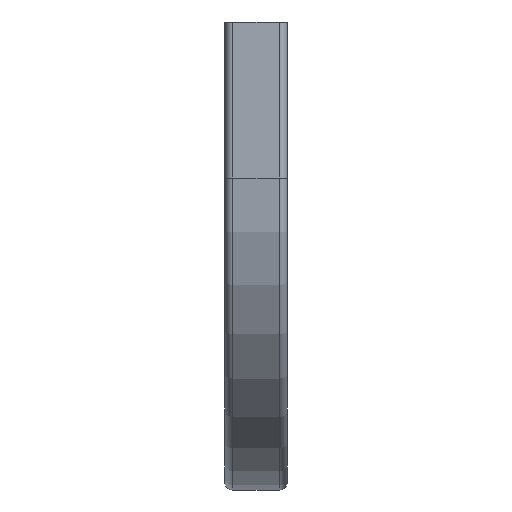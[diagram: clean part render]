
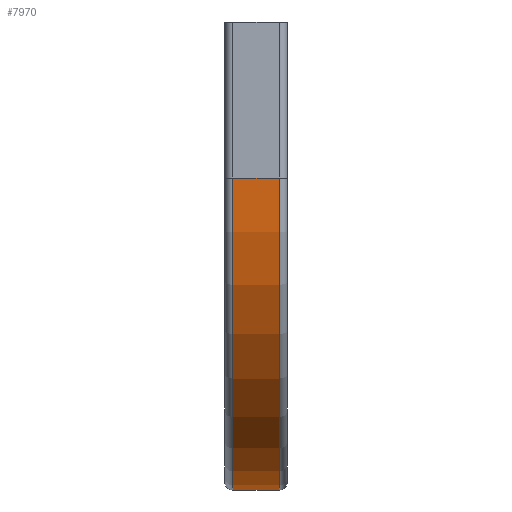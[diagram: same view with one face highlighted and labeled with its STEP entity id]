
A CAD part, left-side view. The second image highlights one B-rep face of the part: STEP entity #7970.
In plain terms, the highlighted cylindrical face has radius 300 mm (diameter 600 mm), a partial arc.
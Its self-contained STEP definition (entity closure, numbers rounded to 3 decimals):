
#344 = EDGE_CURVE ( 'NONE', #1090, #3413, #2499, .T. ) ;
#617 = CARTESIAN_POINT ( 'NONE',  ( -185., 22.5, -150. ) ) ;
#958 = CARTESIAN_POINT ( 'NONE',  ( 115., -22.5, -450. ) ) ;
#1090 = VERTEX_POINT ( 'NONE', #958 ) ;
#1133 = AXIS2_PLACEMENT_3D ( 'NONE', #6738, #6824, #6848 ) ;
#1781 = EDGE_CURVE ( 'NONE', #3413, #2904, #7178, .T. ) ;
#1955 = AXIS2_PLACEMENT_3D ( 'NONE', #2689, #4657, #3374 ) ;
#2311 = LINE ( 'NONE', #7705, #8268 ) ;
#2499 = LINE ( 'NONE', #4601, #6227 ) ;
#2689 = CARTESIAN_POINT ( 'NONE',  ( 115., 0., -150. ) ) ;
#2904 = VERTEX_POINT ( 'NONE', #617 ) ;
#3064 = DIRECTION ( 'NONE',  ( 0., 1., 0. ) ) ;
#3138 = CYLINDRICAL_SURFACE ( 'NONE', #1955, 300. ) ;
#3255 = ORIENTED_EDGE ( 'NONE', *, *, #1781, .F. ) ;
#3264 = DIRECTION ( 'NONE',  ( 1., 0., 0. ) ) ;
#3374 = DIRECTION ( 'NONE',  ( 1., 0., 0. ) ) ;
#3413 = VERTEX_POINT ( 'NONE', #8090 ) ;
#3616 = EDGE_CURVE ( 'NONE', #5867, #2904, #2311, .T. ) ;
#4269 = EDGE_CURVE ( 'NONE', #1090, #5867, #4625, .T. ) ;
#4301 = DIRECTION ( 'NONE',  ( 0., 1., 0. ) ) ;
#4579 = DIRECTION ( 'NONE',  ( 0., 1., 0. ) ) ;
#4601 = CARTESIAN_POINT ( 'NONE',  ( 115., -22.5, -450. ) ) ;
#4625 = CIRCLE ( 'NONE', #1133, 300. ) ;
#4657 = DIRECTION ( 'NONE',  ( 0., 1., 0. ) ) ;
#4851 = CARTESIAN_POINT ( 'NONE',  ( 115., 22.5, -150. ) ) ;
#4859 = ORIENTED_EDGE ( 'NONE', *, *, #4269, .T. ) ;
#5110 = CARTESIAN_POINT ( 'NONE',  ( -185., -22.5, -150. ) ) ;
#5427 = ORIENTED_EDGE ( 'NONE', *, *, #3616, .T. ) ;
#5502 = ORIENTED_EDGE ( 'NONE', *, *, #344, .F. ) ;
#5867 = VERTEX_POINT ( 'NONE', #5110 ) ;
#6227 = VECTOR ( 'NONE', #4579, 1000. ) ;
#6690 = EDGE_LOOP ( 'NONE', ( #5502, #4859, #5427, #3255 ) ) ;
#6738 = CARTESIAN_POINT ( 'NONE',  ( 115., -22.5, -150. ) ) ;
#6824 = DIRECTION ( 'NONE',  ( 0., 1., 0. ) ) ;
#6848 = DIRECTION ( 'NONE',  ( 1., 0., 0. ) ) ;
#7178 = CIRCLE ( 'NONE', #7848, 300. ) ;
#7705 = CARTESIAN_POINT ( 'NONE',  ( -185., -22.5, -150. ) ) ;
#7848 = AXIS2_PLACEMENT_3D ( 'NONE', #4851, #3064, #3264 ) ;
#7970 = ADVANCED_FACE ( 'NONE', ( #8405 ), #3138, .T. ) ;
#8090 = CARTESIAN_POINT ( 'NONE',  ( 115., 22.5, -450. ) ) ;
#8268 = VECTOR ( 'NONE', #4301, 1000. ) ;
#8405 = FACE_OUTER_BOUND ( 'NONE', #6690, .T. ) ;
